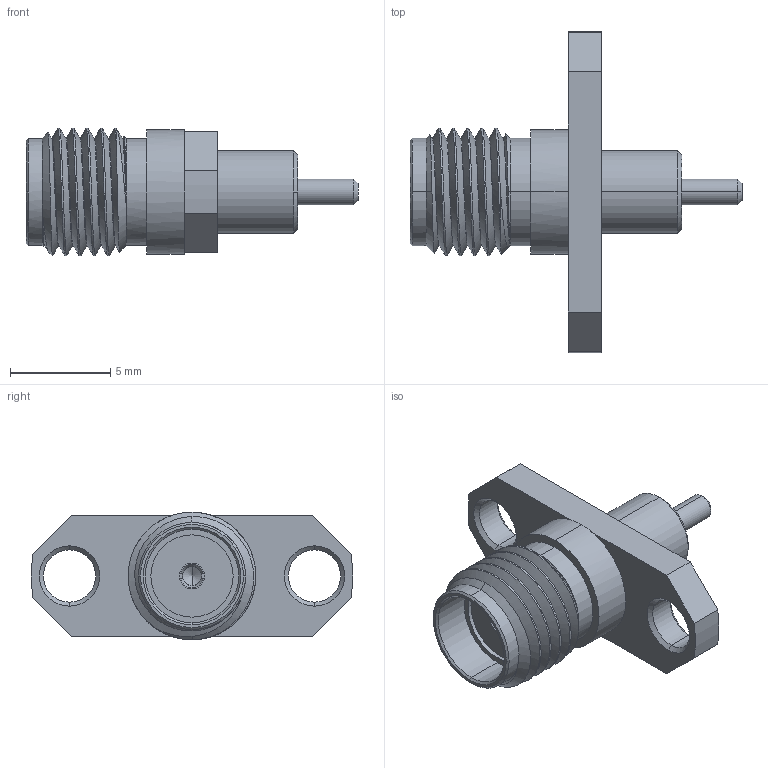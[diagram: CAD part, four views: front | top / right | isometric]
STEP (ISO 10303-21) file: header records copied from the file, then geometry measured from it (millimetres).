
FILE_DESCRIPTION (( 'STEP AP214' ), '1' );
FILE_NAME ('132147-48.STEP', '2023-04-14T00:21:03', ( '' ), ( '' ), 'SwSTEP 2.0', 'SolidWorks 2013', '' );
FILE_SCHEMA (( 'AUTOMOTIVE_DESIGN' ));
Length unit declared in the file: inch
Products named in the file (1): 132147-48
Bounding box: 16.53 x 15.98 x 6.35 mm (x, y, z)
Volume: 354.5 mm3; surface area: 548.2 mm2
Topology: 1 solids, 1 shells, 102 faces, 249 edges, 153 vertices
Faces by surface type: cylinder 38, cone 30, plane 25, bspline 9
Entity records: 5610 total; most frequent: CARTESIAN_POINT 3235, ORIENTED_EDGE 494, DIRECTION 474, EDGE_CURVE 247, AXIS2_PLACEMENT_3D 186, VERTEX_POINT 153, EDGE_LOOP 112, LINE 102
